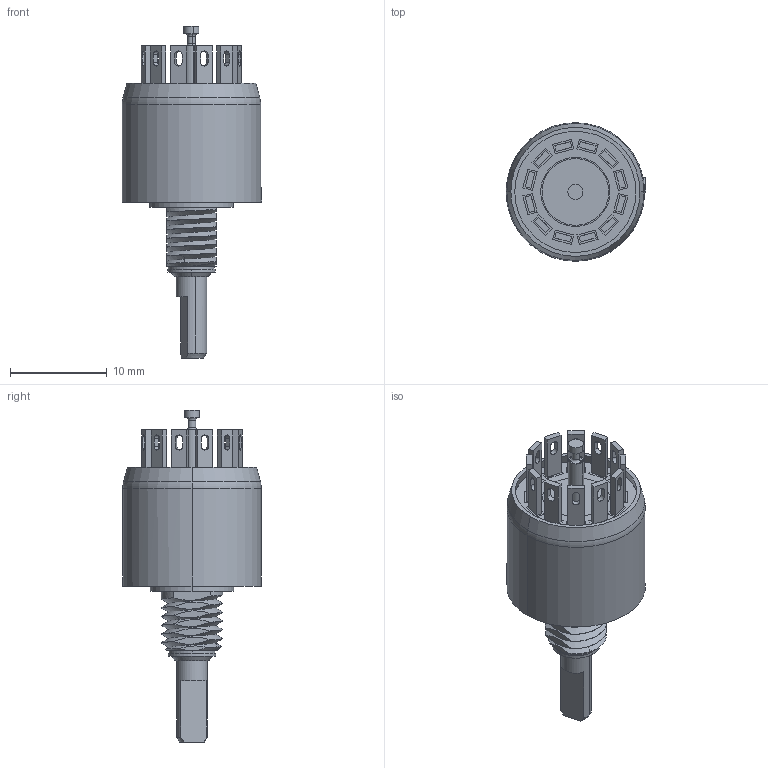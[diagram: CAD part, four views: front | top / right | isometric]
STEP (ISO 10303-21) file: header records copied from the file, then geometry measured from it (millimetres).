
FILE_DESCRIPTION((''),'2;1');
FILE_NAME('51A30-01-1-XXX_ASM','2013-11-22T',('Administrator'),(''),'PRO/ENGINEER BY PARAMETRIC TECHNOLOGY CORPORATION, 2006200','PRO/ENGINEER BY PARAMETRIC TECHNOLOGY CORPORATION, 2006200','');
FILE_SCHEMA(('CONFIG_CONTROL_DESIGN'));
Length unit declared in the file: inch
Products named in the file (10): 58R3008-X; 58J2001-1; 58Z3130; 58ZZ3040-X_PLASTIC; 50C3495-5-B-001; 58C3026-10; 58ZZ3040-5_ASM; 06J1025-12; 58J2427; 51A30-01-1-XXX_ASM
Assembly tree (20 placements, depth 3):
  51A30-01-1-XXX_ASM
    58R3008-X
    58J2001-1
    58Z3130
    58ZZ3040-5_ASM
      58ZZ3040-X_PLASTIC
      50C3495-5-B-001  x12
      58C3026-10
    06J1025-12
    58J2427
Bounding box: 14.45 x 14.33 x 34.34 mm (x, y, z)
Volume: 1350.4 mm3; surface area: 3814.8 mm2
Topology: 19 solids, 19 shells, 1249 faces, 3413 edges, 2259 vertices
Faces by surface type: plane 1047, cylinder 161, cone 21, torus 14, bspline 6
Entity records: 33850 total; most frequent: CARTESIAN_POINT 7095, ORIENTED_EDGE 5242, DIRECTION 4911, EDGE_CURVE 2621, VECTOR 2127, LINE 2127, VERTEX_POINT 1731, AXIS2_PLACEMENT_3D 1392
